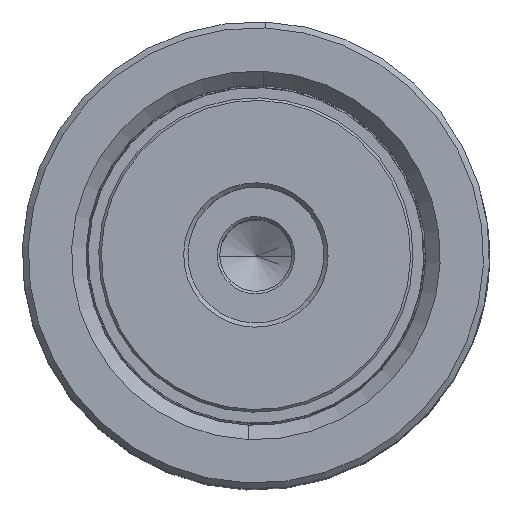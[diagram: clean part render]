
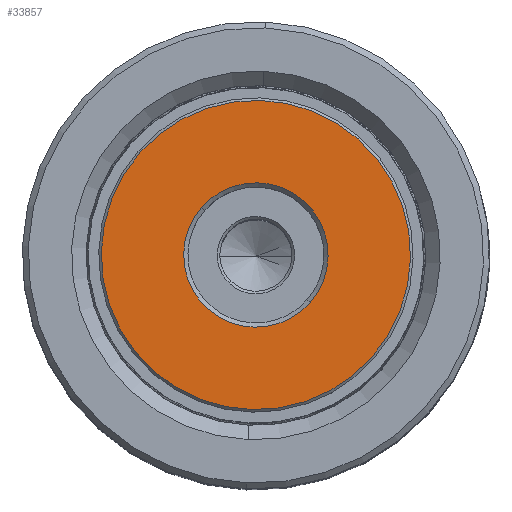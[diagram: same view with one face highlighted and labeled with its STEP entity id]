
A CAD part, top view. The second image highlights one B-rep face of the part: STEP entity #33857.
In plain terms, the highlighted face is planar.
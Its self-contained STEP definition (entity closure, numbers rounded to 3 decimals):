
#762 = PLANE ( 'NONE',  #54152 ) ;
#916 = DIRECTION ( 'NONE',  ( 1., 0., 0. ) ) ;
#1537 = DIRECTION ( 'NONE',  ( 0., 0., 1. ) ) ;
#2988 = CIRCLE ( 'NONE', #8200, 18.2 ) ;
#4308 = EDGE_CURVE ( 'NONE', #8690, #62009, #6992, .T. ) ;
#6148 = DIRECTION ( 'NONE',  ( 0., 0., 1. ) ) ;
#6992 = CIRCLE ( 'NONE', #46867, 8.5 ) ;
#6997 = CARTESIAN_POINT ( 'NONE',  ( 0., 0., 0. ) ) ;
#8200 = AXIS2_PLACEMENT_3D ( 'NONE', #57074, #23164, #24208 ) ;
#8690 = VERTEX_POINT ( 'NONE', #35495 ) ;
#8861 = AXIS2_PLACEMENT_3D ( 'NONE', #58628, #29190, #58833 ) ;
#12373 = CIRCLE ( 'NONE', #54914, 8.5 ) ;
#13678 = ORIENTED_EDGE ( 'NONE', *, *, #4308, .T. ) ;
#14966 = EDGE_CURVE ( 'NONE', #24652, #23192, #61259, .T. ) ;
#16275 = EDGE_LOOP ( 'NONE', ( #13678, #37519 ) ) ;
#17918 = EDGE_LOOP ( 'NONE', ( #45990, #60316 ) ) ;
#22395 = FACE_OUTER_BOUND ( 'NONE', #17918, .T. ) ;
#23164 = DIRECTION ( 'NONE',  ( 0., 0., -1. ) ) ;
#23192 = VERTEX_POINT ( 'NONE', #29629 ) ;
#23909 = EDGE_CURVE ( 'NONE', #23192, #24652, #2988, .T. ) ;
#24066 = EDGE_CURVE ( 'NONE', #62009, #8690, #12373, .T. ) ;
#24208 = DIRECTION ( 'NONE',  ( 1., 0., 0. ) ) ;
#24652 = VERTEX_POINT ( 'NONE', #43168 ) ;
#26212 = DIRECTION ( 'NONE',  ( 0., 0., 1. ) ) ;
#29190 = DIRECTION ( 'NONE',  ( 0., 0., -1. ) ) ;
#29629 = CARTESIAN_POINT ( 'NONE',  ( -18.2, 0., 0. ) ) ;
#33857 = ADVANCED_FACE ( 'NONE', ( #22395, #48187 ), #762, .F. ) ;
#35495 = CARTESIAN_POINT ( 'NONE',  ( -8.5, 0., 0. ) ) ;
#37519 = ORIENTED_EDGE ( 'NONE', *, *, #24066, .T. ) ;
#43168 = CARTESIAN_POINT ( 'NONE',  ( 18.2, 0., 0. ) ) ;
#43355 = CARTESIAN_POINT ( 'NONE',  ( 8.5, 0., 0. ) ) ;
#45614 = DIRECTION ( 'NONE',  ( 1., 0., 0. ) ) ;
#45990 = ORIENTED_EDGE ( 'NONE', *, *, #14966, .T. ) ;
#46867 = AXIS2_PLACEMENT_3D ( 'NONE', #50085, #1537, #916 ) ;
#48187 = FACE_BOUND ( 'NONE', #16275, .T. ) ;
#50085 = CARTESIAN_POINT ( 'NONE',  ( 0., 0., 0. ) ) ;
#50802 = CARTESIAN_POINT ( 'NONE',  ( 0., 0., 0. ) ) ;
#54152 = AXIS2_PLACEMENT_3D ( 'NONE', #50802, #26212, #60099 ) ;
#54914 = AXIS2_PLACEMENT_3D ( 'NONE', #6997, #6148, #45614 ) ;
#57074 = CARTESIAN_POINT ( 'NONE',  ( 0., 0., 0. ) ) ;
#58628 = CARTESIAN_POINT ( 'NONE',  ( 0., 0., 0. ) ) ;
#58833 = DIRECTION ( 'NONE',  ( 1., 0., 0. ) ) ;
#60099 = DIRECTION ( 'NONE',  ( 1., 0., 0. ) ) ;
#60316 = ORIENTED_EDGE ( 'NONE', *, *, #23909, .T. ) ;
#61259 = CIRCLE ( 'NONE', #8861, 18.2 ) ;
#62009 = VERTEX_POINT ( 'NONE', #43355 ) ;
